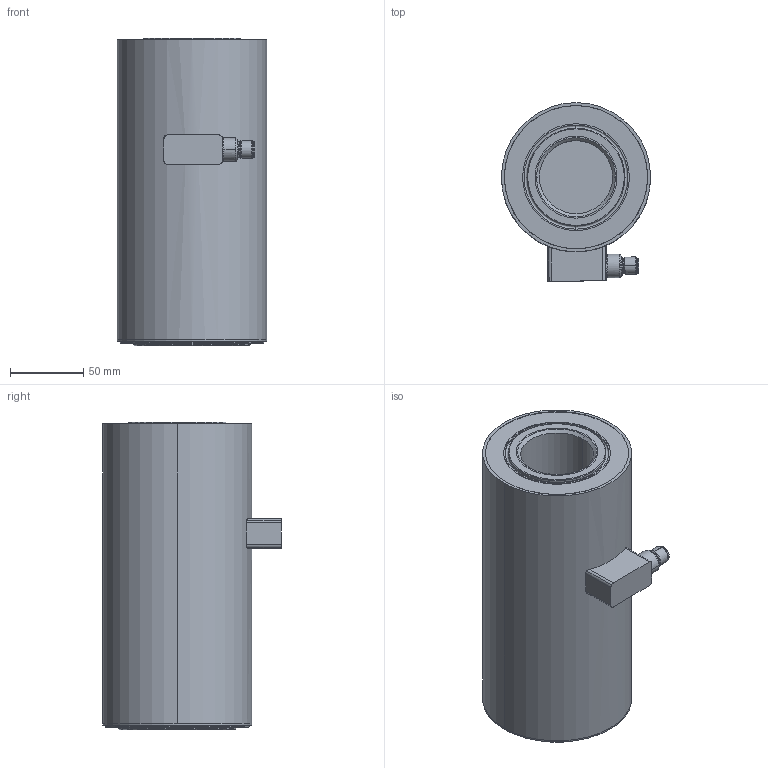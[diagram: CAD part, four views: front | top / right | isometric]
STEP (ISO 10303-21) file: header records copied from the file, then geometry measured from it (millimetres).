
FILE_DESCRIPTION(('STEP AP214'),'1');
FILE_NAME('CLB 600kN.stp','2018-12-05T16:52:26',(' '),(' '),'Spatial InterOp 3D',' ',' ');
FILE_SCHEMA(('automotive_design'));
Length unit declared in the file: millimetre
Products named in the file (7): CLB 600kN; Fairlead; Box; Cap; Enclosure; Insert keeper; Body
Assembly tree (6 placements, depth 2):
  CLB 600kN
    Fairlead
    Box
    Cap
    Enclosure
    Insert keeper
    Body
Bounding box: 102 x 122.14 x 210 mm (x, y, z)
Volume: 1559228.6 mm3; surface area: 252587.5 mm2
Topology: 14 solids, 25 shells, 217 faces, 526 edges, 347 vertices
Faces by surface type: cylinder 120, plane 51, torus 16, sphere 16, cone 12, bspline 2
Entity records: 8844 total; most frequent: CARTESIAN_POINT 1583, DIRECTION 1215, ORIENTED_EDGE 980, AXIS2_PLACEMENT_3D 519, EDGE_CURVE 510, VERTEX_POINT 347, CIRCLE 297, EDGE_LOOP 257
